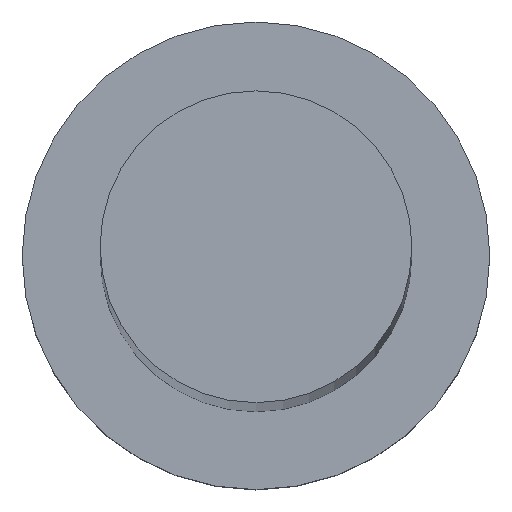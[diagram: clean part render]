
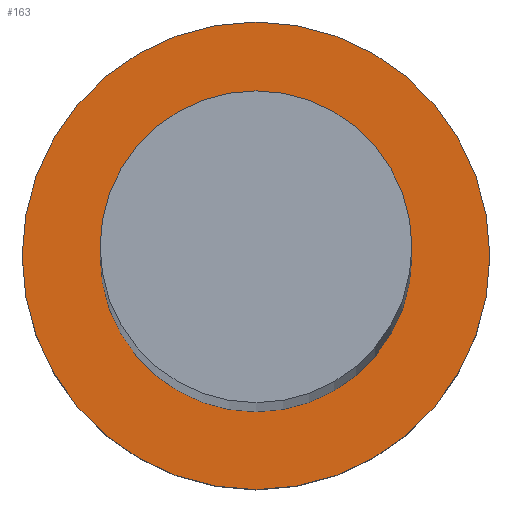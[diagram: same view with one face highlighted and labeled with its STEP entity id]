
A CAD part, top view. The second image highlights one B-rep face of the part: STEP entity #163.
In plain terms, the highlighted planar face has unit normal (0, 0, 1).
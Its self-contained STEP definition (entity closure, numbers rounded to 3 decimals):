
#3 = CARTESIAN_POINT ( 'NONE',  ( 6., 0., 7. ) ) ;
#7 = DIRECTION ( 'NONE',  ( 1., 0., 0. ) ) ;
#14 = EDGE_CURVE ( 'NONE', #36, #35, #98, .T. ) ;
#17 = DIRECTION ( 'NONE',  ( 1., 0., 0. ) ) ;
#18 = AXIS2_PLACEMENT_3D ( 'NONE', #109, #187, #17 ) ;
#21 = CARTESIAN_POINT ( 'NONE',  ( -6., 0., 7. ) ) ;
#25 = FACE_OUTER_BOUND ( 'NONE', #52, .T. ) ;
#33 = ORIENTED_EDGE ( 'NONE', *, *, #162, .T. ) ;
#35 = VERTEX_POINT ( 'NONE', #3 ) ;
#36 = VERTEX_POINT ( 'NONE', #21 ) ;
#47 = DIRECTION ( 'NONE',  ( 1., 0., 0. ) ) ;
#52 = EDGE_LOOP ( 'NONE', ( #147, #33 ) ) ;
#60 = CARTESIAN_POINT ( 'NONE',  ( -9., 0., 7. ) ) ;
#66 = ORIENTED_EDGE ( 'NONE', *, *, #14, .F. ) ;
#71 = PLANE ( 'NONE',  #18 ) ;
#75 = DIRECTION ( 'NONE',  ( 0., 0., 1. ) ) ;
#79 = CARTESIAN_POINT ( 'NONE',  ( 9., 0., 7. ) ) ;
#88 = AXIS2_PLACEMENT_3D ( 'NONE', #113, #201, #47 ) ;
#98 = CIRCLE ( 'NONE', #203, 6. ) ;
#109 = CARTESIAN_POINT ( 'NONE',  ( 0., 0., 7. ) ) ;
#113 = CARTESIAN_POINT ( 'NONE',  ( 0., 0., 7. ) ) ;
#115 = FACE_BOUND ( 'NONE', #227, .T. ) ;
#131 = CARTESIAN_POINT ( 'NONE',  ( 0., 0., 7. ) ) ;
#135 = DIRECTION ( 'NONE',  ( 1., 0., 0. ) ) ;
#138 = AXIS2_PLACEMENT_3D ( 'NONE', #252, #75, #135 ) ;
#145 = ORIENTED_EDGE ( 'NONE', *, *, #219, .F. ) ;
#147 = ORIENTED_EDGE ( 'NONE', *, *, #239, .T. ) ;
#162 = EDGE_CURVE ( 'NONE', #210, #223, #225, .T. ) ;
#163 = ADVANCED_FACE ( 'NONE', ( #115, #25 ), #71, .T. ) ;
#164 = CIRCLE ( 'NONE', #224, 6. ) ;
#187 = DIRECTION ( 'NONE',  ( 0., 0., 1. ) ) ;
#193 = CARTESIAN_POINT ( 'NONE',  ( 0., 0., 7. ) ) ;
#201 = DIRECTION ( 'NONE',  ( 0., 0., 1. ) ) ;
#203 = AXIS2_PLACEMENT_3D ( 'NONE', #131, #234, #212 ) ;
#204 = CIRCLE ( 'NONE', #88, 9. ) ;
#210 = VERTEX_POINT ( 'NONE', #79 ) ;
#212 = DIRECTION ( 'NONE',  ( 1., 0., 0. ) ) ;
#219 = EDGE_CURVE ( 'NONE', #35, #36, #164, .T. ) ;
#223 = VERTEX_POINT ( 'NONE', #60 ) ;
#224 = AXIS2_PLACEMENT_3D ( 'NONE', #193, #235, #7 ) ;
#225 = CIRCLE ( 'NONE', #138, 9. ) ;
#227 = EDGE_LOOP ( 'NONE', ( #66, #145 ) ) ;
#234 = DIRECTION ( 'NONE',  ( 0., 0., 1. ) ) ;
#235 = DIRECTION ( 'NONE',  ( 0., 0., 1. ) ) ;
#239 = EDGE_CURVE ( 'NONE', #223, #210, #204, .T. ) ;
#252 = CARTESIAN_POINT ( 'NONE',  ( 0., 0., 7. ) ) ;
